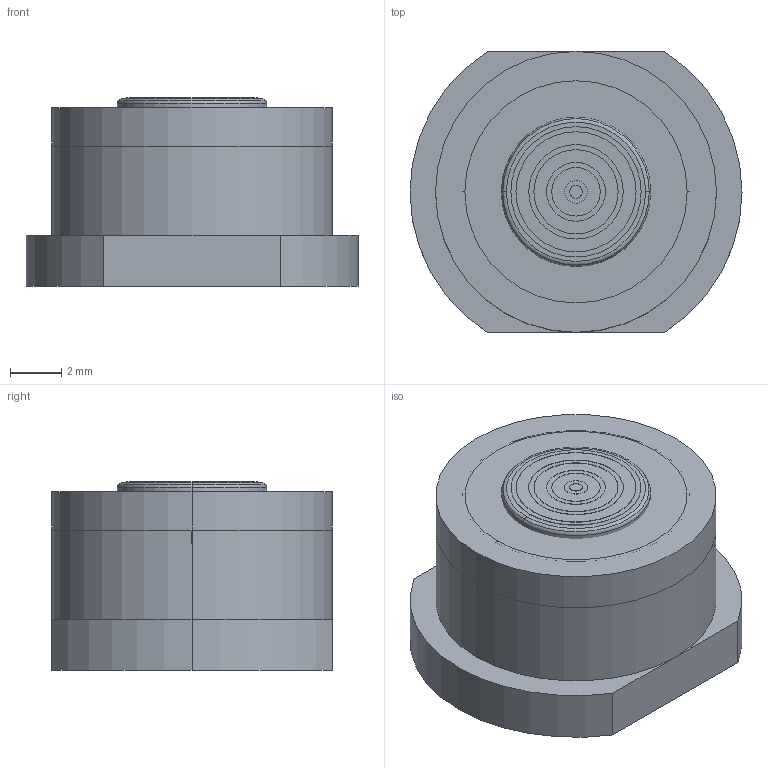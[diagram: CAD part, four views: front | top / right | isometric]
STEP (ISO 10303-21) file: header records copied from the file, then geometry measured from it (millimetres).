
FILE_DESCRIPTION((''),'2;1');
FILE_NAME('00000_ASM_ASM','2021-12-07T',('Administrator'),(''),'PRO/ENGINEER BY PARAMETRIC TECHNOLOGY CORPORATION, 2010480','PRO/ENGINEER BY PARAMETRIC TECHNOLOGY CORPORATION, 2010480','');
FILE_SCHEMA(('CONFIG_CONTROL_DESIGN'));
Length unit declared in the file: millimetre
Products named in the file (13): MANIFOLD_SOLID_BREP_159; MANIFOLD_SOLID_BREP_160; MANIFOLD_SOLID_BREP_161; MANIFOLD_SOLID_BREP_162; MANIFOLD_SOLID_BREP_163; MANIFOLD_SOLID_BREP_164; 0000001-20_ASM_ASM; PRT0004; ASM0002_ASM_ASM; ASM0001_ASM_ASM; PRT0001; ASM0001_ASM; 00000_ASM_ASM
Assembly tree (12 placements, depth 5):
  00000_ASM_ASM
    ASM0001_ASM
      0000001-20_ASM_ASM
        MANIFOLD_SOLID_BREP_159
        MANIFOLD_SOLID_BREP_160
        MANIFOLD_SOLID_BREP_161
        MANIFOLD_SOLID_BREP_162
        MANIFOLD_SOLID_BREP_163
        MANIFOLD_SOLID_BREP_164
      ASM0001_ASM_ASM
        ASM0002_ASM_ASM
          PRT0004
      PRT0001
Bounding box: 13 x 11 x 7.4 mm (x, y, z)
Volume: 941.3 mm3; surface area: 1568.5 mm2
Topology: 8 solids, 8 shells, 87 faces, 183 edges, 120 vertices
Faces by surface type: cylinder 39, plane 38, torus 8, bspline 2
Entity records: 2799 total; most frequent: DIRECTION 527, CARTESIAN_POINT 517, ORIENTED_EDGE 366, AXIS2_PLACEMENT_3D 231, EDGE_CURVE 183, VERTEX_POINT 120, CIRCLE 110, EDGE_LOOP 99
